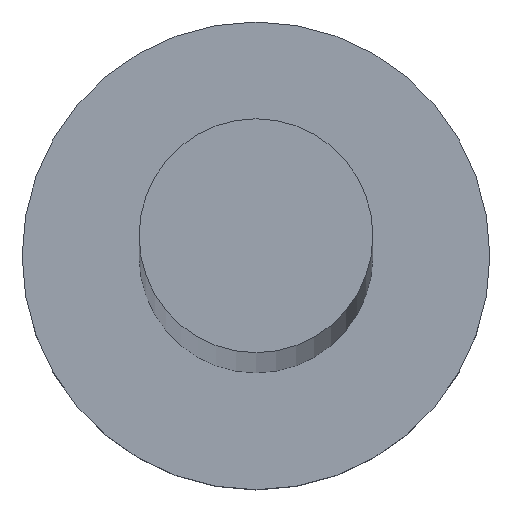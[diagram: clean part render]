
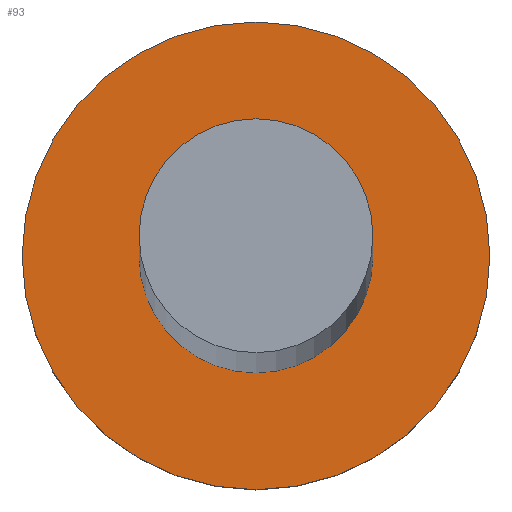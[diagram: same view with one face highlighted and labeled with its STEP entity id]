
A CAD part, top view. The second image highlights one B-rep face of the part: STEP entity #93.
In plain terms, the highlighted planar face has unit normal (0, 0, 1).
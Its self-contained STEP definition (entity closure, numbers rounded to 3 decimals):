
#2 = CARTESIAN_POINT ( 'NONE',  ( 0., 0., 3. ) ) ;
#4 = DIRECTION ( 'NONE',  ( 1., 0., 0. ) ) ;
#5 = EDGE_CURVE ( 'NONE', #228, #30, #32, .T. ) ;
#12 = DIRECTION ( 'NONE',  ( 0., 0., 1. ) ) ;
#15 = DIRECTION ( 'NONE',  ( 1., 0., 0. ) ) ;
#23 = DIRECTION ( 'NONE',  ( 0., 0., 1. ) ) ;
#30 = VERTEX_POINT ( 'NONE', #252 ) ;
#32 = CIRCLE ( 'NONE', #82, 2.5 ) ;
#37 = CARTESIAN_POINT ( 'NONE',  ( 0., 0., 3. ) ) ;
#41 = CARTESIAN_POINT ( 'NONE',  ( 0., 0., 3. ) ) ;
#50 = EDGE_CURVE ( 'NONE', #63, #51, #237, .T. ) ;
#51 = VERTEX_POINT ( 'NONE', #154 ) ;
#53 = DIRECTION ( 'NONE',  ( 0., 0., 1. ) ) ;
#63 = VERTEX_POINT ( 'NONE', #118 ) ;
#77 = FACE_OUTER_BOUND ( 'NONE', #191, .T. ) ;
#82 = AXIS2_PLACEMENT_3D ( 'NONE', #128, #12, #15 ) ;
#90 = AXIS2_PLACEMENT_3D ( 'NONE', #41, #23, #99 ) ;
#93 = ADVANCED_FACE ( 'NONE', ( #115, #77 ), #135, .T. ) ;
#99 = DIRECTION ( 'NONE',  ( 1., 0., 0. ) ) ;
#109 = ORIENTED_EDGE ( 'NONE', *, *, #50, .T. ) ;
#115 = FACE_BOUND ( 'NONE', #164, .T. ) ;
#118 = CARTESIAN_POINT ( 'NONE',  ( 5., 0., 3. ) ) ;
#123 = CIRCLE ( 'NONE', #90, 5. ) ;
#127 = ORIENTED_EDGE ( 'NONE', *, *, #183, .F. ) ;
#128 = CARTESIAN_POINT ( 'NONE',  ( 0., 0., 3. ) ) ;
#135 = PLANE ( 'NONE',  #214 ) ;
#136 = DIRECTION ( 'NONE',  ( 1., 0., 0. ) ) ;
#154 = CARTESIAN_POINT ( 'NONE',  ( -5., 0., 3. ) ) ;
#156 = CARTESIAN_POINT ( 'NONE',  ( 0., 0., 3. ) ) ;
#164 = EDGE_LOOP ( 'NONE', ( #189, #127 ) ) ;
#174 = AXIS2_PLACEMENT_3D ( 'NONE', #156, #53, #136 ) ;
#179 = DIRECTION ( 'NONE',  ( 1., 0., 0. ) ) ;
#183 = EDGE_CURVE ( 'NONE', #30, #228, #199, .T. ) ;
#189 = ORIENTED_EDGE ( 'NONE', *, *, #5, .F. ) ;
#191 = EDGE_LOOP ( 'NONE', ( #232, #109 ) ) ;
#199 = CIRCLE ( 'NONE', #248, 2.5 ) ;
#214 = AXIS2_PLACEMENT_3D ( 'NONE', #2, #240, #179 ) ;
#219 = CARTESIAN_POINT ( 'NONE',  ( -2.5, 0., 3. ) ) ;
#223 = DIRECTION ( 'NONE',  ( 0., 0., 1. ) ) ;
#228 = VERTEX_POINT ( 'NONE', #219 ) ;
#232 = ORIENTED_EDGE ( 'NONE', *, *, #242, .T. ) ;
#237 = CIRCLE ( 'NONE', #174, 5. ) ;
#240 = DIRECTION ( 'NONE',  ( 0., 0., 1. ) ) ;
#242 = EDGE_CURVE ( 'NONE', #51, #63, #123, .T. ) ;
#248 = AXIS2_PLACEMENT_3D ( 'NONE', #37, #223, #4 ) ;
#252 = CARTESIAN_POINT ( 'NONE',  ( 2.5, 0., 3. ) ) ;
